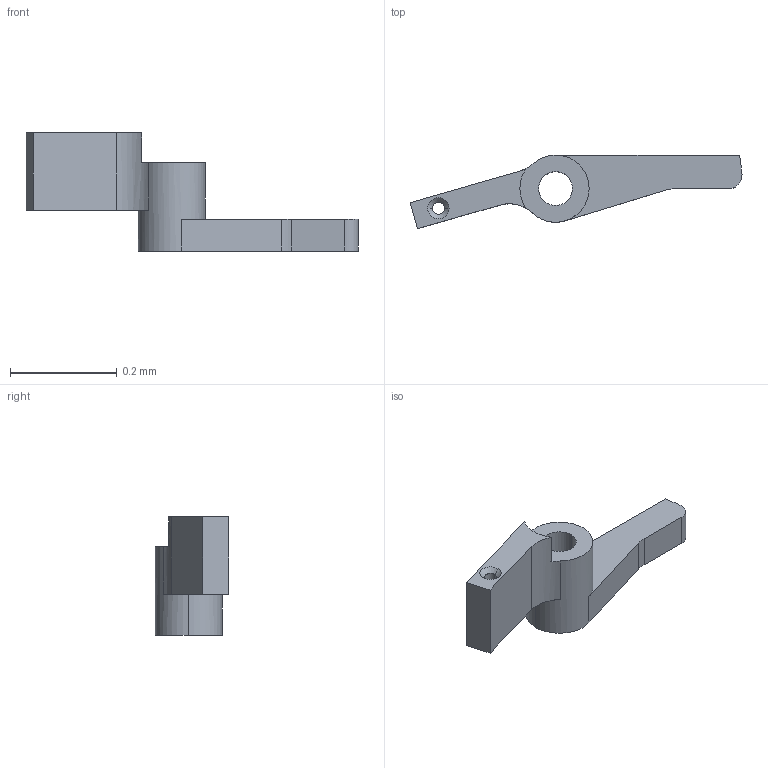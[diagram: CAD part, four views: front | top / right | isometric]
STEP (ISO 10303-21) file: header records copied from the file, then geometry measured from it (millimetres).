
FILE_DESCRIPTION(('produced by SPATIAL CORP'),'2;1');
FILE_NAME( 'sh-r44371-000-u.hh.sat.stp','2002-04-22T18:09:52+00:00',( 'SPATIAL CORP'),('SPATIAL CORP'),'ACIS STEP Husk', 'http://www.spatial.com','SPATIAL CORP');
FILE_SCHEMA(('CONFIG_CONTROL_DESIGN'));
Length unit declared in the file: millimetre
Products named in the file (1): PRODUCT_ID_1
Bounding box: 0.62 x 0.14 x 0.22 mm (x, y, z)
Volume: 0 mm3; surface area: 0.3 mm2
Topology: 1 solids, 1 shells, 26 faces, 70 edges, 46 vertices
Faces by surface type: cylinder 13, plane 11, cone 2
Entity records: 845 total; most frequent: ORIENTED_EDGE 140, CARTESIAN_POINT 126, DIRECTION 124, EDGE_CURVE 70, VERTEX_POINT 46, AXIS2_PLACEMENT_3D 44, VECTOR 36, LINE 36
